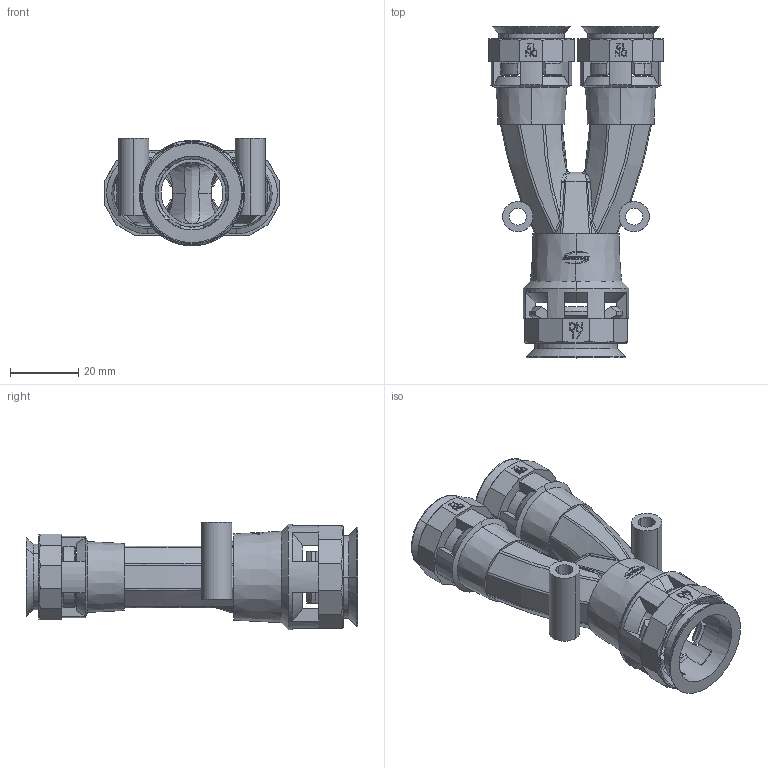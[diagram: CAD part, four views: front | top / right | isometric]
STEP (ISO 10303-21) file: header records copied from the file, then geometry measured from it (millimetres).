
FILE_DESCRIPTION (( 'STEP AP203' ), '1' );
FILE_NAME ('(YKD-171212-)_I3040_0027_01_0.STEP', '2012-06-20T05:51:33', ( 'Llorenç' ), ( '' ), 'SwSTEP 2.0', 'SolidWorks 2007', '' );
FILE_SCHEMA (( 'CONFIG_CONTROL_DESIGN' ));
Length unit declared in the file: millimetre
Products named in the file (1): (YKD-171212-)_I3040_0027_01_0
Bounding box: 51.23 x 96.98 x 31.4 mm (x, y, z)
Volume: 26078.6 mm3; surface area: 26375.7 mm2
Topology: 7 solids, 7 shells, 775 faces, 2109 edges, 1344 vertices
Faces by surface type: plane 283, bspline 205, cone 145, cylinder 142
Entity records: 31633 total; most frequent: CARTESIAN_POINT 13838, ORIENTED_EDGE 4218, DIRECTION 2930, EDGE_CURVE 2109, VERTEX_POINT 1344, AXIS2_PLACEMENT_3D 1035, VECTOR 860, LINE 860
